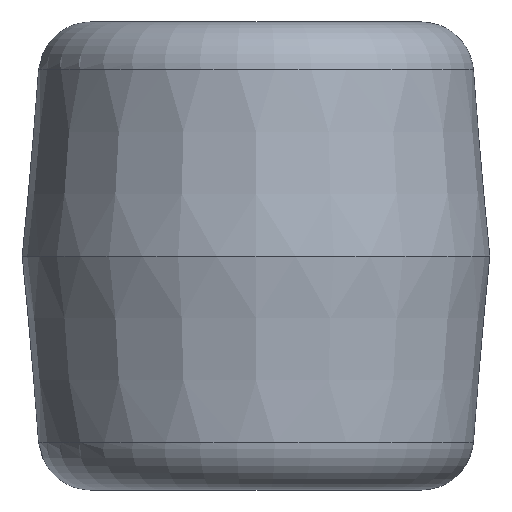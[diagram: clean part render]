
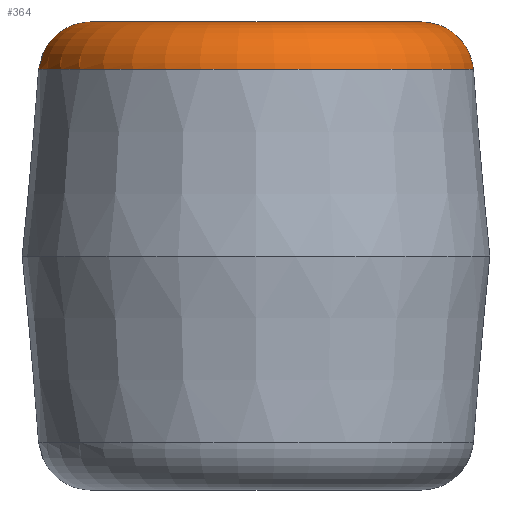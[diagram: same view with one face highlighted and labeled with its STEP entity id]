
A CAD part, front view. The second image highlights one B-rep face of the part: STEP entity #364.
In plain terms, the highlighted toroidal (fillet/blend) face has major radius 6.38 mm and minor radius 2 mm.
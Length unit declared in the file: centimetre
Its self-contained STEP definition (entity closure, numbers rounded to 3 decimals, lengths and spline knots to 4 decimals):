
#26=TOROIDAL_SURFACE($,#405,0.638,0.2);
#54=FACE_OUTER_BOUND($,#87,.T.);
#87=EDGE_LOOP($,(#279,#280,#281,#282,#283,#284));
#114=CIRCLE($,#389,0.638);
#119=CIRCLE($,#396,0.8372);
#124=CIRCLE($,#406,0.2);
#125=CIRCLE($,#407,0.2);
#157=B_SPLINE_CURVE_WITH_KNOTS($,3,(#1491,#1492,#1493,#1494),
 .UNSPECIFIED.,.F.,.F.,(4,4),(0.,1.),.UNSPECIFIED.);
#158=B_SPLINE_CURVE_WITH_KNOTS($,3,(#1496,#1497,#1498,#1499,#1500,#1501,
#1502),.UNSPECIFIED.,.F.,.F.,(4,3,4),(0.,0.5,1.),.UNSPECIFIED.);
#165=VERTEX_POINT($,#521);
#166=VERTEX_POINT($,#522);
#173=VERTEX_POINT($,#568);
#174=VERTEX_POINT($,#675);
#190=VERTEX_POINT($,#1489);
#191=VERTEX_POINT($,#1495);
#200=EDGE_CURVE($,#166,#165,#114,.T.);
#207=EDGE_CURVE($,#173,#174,#119,.T.);
#225=EDGE_CURVE($,#190,#166,#124,.T.);
#226=EDGE_CURVE($,#190,#174,#157,.T.);
#227=EDGE_CURVE($,#173,#191,#158,.T.);
#228=EDGE_CURVE($,#165,#191,#125,.T.);
#279=ORIENTED_EDGE($,*,*,#225,.F.);
#280=ORIENTED_EDGE($,*,*,#226,.T.);
#281=ORIENTED_EDGE($,*,*,#207,.F.);
#282=ORIENTED_EDGE($,*,*,#227,.T.);
#283=ORIENTED_EDGE($,*,*,#228,.F.);
#284=ORIENTED_EDGE($,*,*,#200,.F.);
#364=ADVANCED_FACE($,(#54),#26,.T.);
#389=AXIS2_PLACEMENT_3D($,#539,#435,#436);
#396=AXIS2_PLACEMENT_3D($,#676,#449,#450);
#405=AXIS2_PLACEMENT_3D($,#1488,#467,#468);
#406=AXIS2_PLACEMENT_3D($,#1490,#469,#470);
#407=AXIS2_PLACEMENT_3D($,#1503,#471,#472);
#435=DIRECTION('center_axis',(0.,0.,1.));
#436=DIRECTION('ref_axis',(0.,1.,0.));
#449=DIRECTION('center_axis',(0.,0.,-1.));
#450=DIRECTION('ref_axis',(0.,1.,0.));
#467=DIRECTION('center_axis',(0.,0.,1.));
#468=DIRECTION('ref_axis',(0.,1.,0.));
#469=DIRECTION('center_axis',(0.965,0.261,0.));
#470=DIRECTION('ref_axis',(-0.261,0.965,0.));
#471=DIRECTION('center_axis',(-0.965,0.261,0.));
#472=DIRECTION('ref_axis',(-0.261,-0.965,0.));
#521=CARTESIAN_POINT('',(0.1666,-1.9305,0.9));
#522=CARTESIAN_POINT('',(-0.1666,-1.9305,0.9));
#539=CARTESIAN_POINT('Origin',(0.,-2.5464,0.9));
#568=CARTESIAN_POINT('',(0.3948,-1.8081,0.7174));
#675=CARTESIAN_POINT('',(-0.3948,-1.8081,0.7174));
#676=CARTESIAN_POINT('Origin',(0.,-2.5464,0.7174));
#1488=CARTESIAN_POINT('Origin',(0.,-2.5464,0.7));
#1489=CARTESIAN_POINT('',(-0.2148,-1.7524,0.7772));
#1490=CARTESIAN_POINT('Origin',(-0.1666,-1.9305,0.7));
#1491=CARTESIAN_POINT('Ctrl Pts',(-0.2148,-1.7524,
0.7772));
#1492=CARTESIAN_POINT('Ctrl Pts',(-0.2738,-1.7628,
0.7643));
#1493=CARTESIAN_POINT('Ctrl Pts',(-0.3356,-1.7791,
0.7445));
#1494=CARTESIAN_POINT('Ctrl Pts',(-0.3948,-1.8081,
0.7174));
#1495=CARTESIAN_POINT('',(0.2148,-1.7524,0.7772));
#1496=CARTESIAN_POINT('Ctrl Pts',(0.3948,-1.8081,0.7174));
#1497=CARTESIAN_POINT('Ctrl Pts',(0.3652,-1.7936,0.731));
#1498=CARTESIAN_POINT('Ctrl Pts',(0.3348,-1.7823,0.7427));
#1499=CARTESIAN_POINT('Ctrl Pts',(0.3046,-1.7733,0.7526));
#1500=CARTESIAN_POINT('Ctrl Pts',(0.2743,-1.7643,0.7626));
#1501=CARTESIAN_POINT('Ctrl Pts',(0.2443,-1.7576,0.7707));
#1502=CARTESIAN_POINT('Ctrl Pts',(0.2148,-1.7524,0.7772));
#1503=CARTESIAN_POINT('Origin',(0.1666,-1.9305,0.7));
